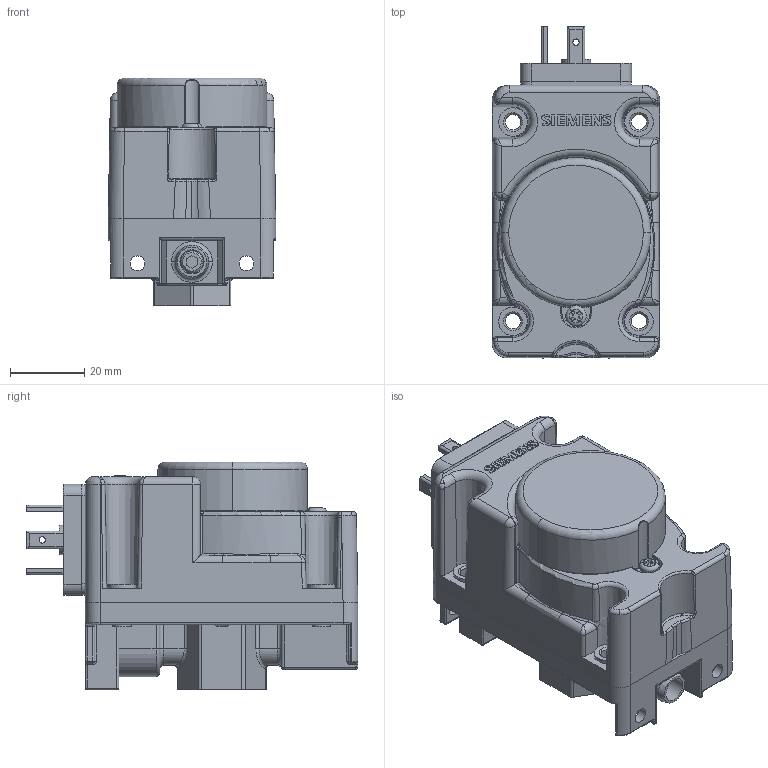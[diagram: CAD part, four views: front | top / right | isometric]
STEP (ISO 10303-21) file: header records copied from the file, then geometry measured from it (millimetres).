
FILE_DESCRIPTION (( 'STEP AP203' ), '1' );
FILE_NAME ('QPL25.STEP', '2020-01-17T05:42:35', ( '' ), ( '' ), 'SwSTEP 2.0', 'SolidWorks 2019', '' );
FILE_SCHEMA (( 'CONFIG_CONTROL_DESIGN' ));
Products named in the file (1): QPL25
Bounding box: 45.2 x 89.5 x 61.5 mm (x, y, z)
Volume: 129545 mm3; surface area: 33787 mm2
Topology: 1 solids, 18 shells, 1404 faces, 3588 edges, 2224 vertices
Faces by surface type: cylinder 528, plane 491, bspline 146, torus 132, cone 69, sphere 38
Entity records: 50295 total; most frequent: CARTESIAN_POINT 17779, ORIENTED_EDGE 7074, DIRECTION 6552, EDGE_CURVE 3537, AXIS2_PLACEMENT_3D 2453, VERTEX_POINT 2224, LINE 1646, VECTOR 1646
